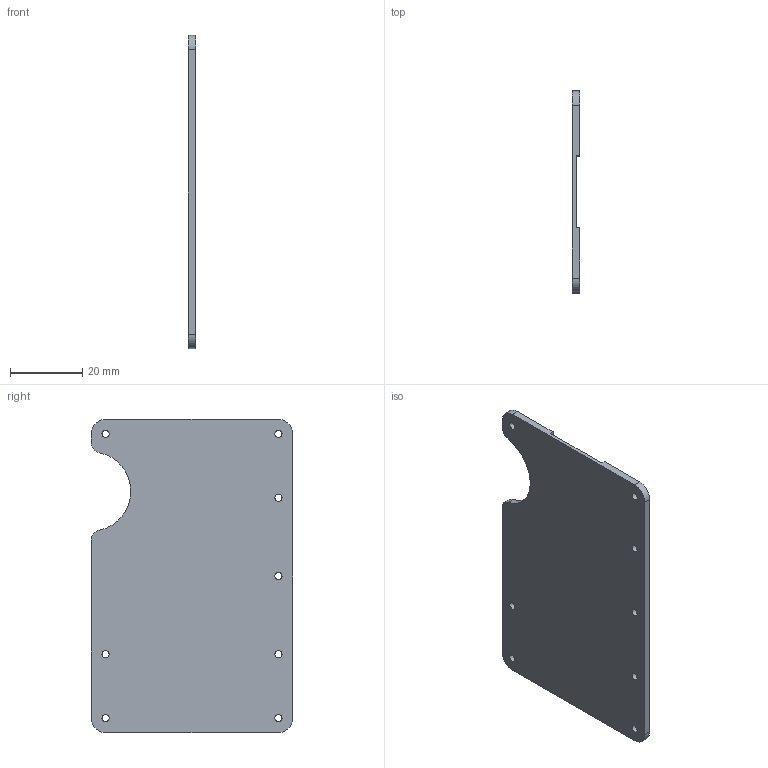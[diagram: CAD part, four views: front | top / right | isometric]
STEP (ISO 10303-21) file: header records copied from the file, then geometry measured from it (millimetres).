
FILE_DESCRIPTION(/* description */ (''),/* implementation_level */ '2;1');
FILE_NAME(/* name */ 'Komponente3.step',/* time_stamp */ '2022-11-16T18:35:58+01:00',/* author */ (''),/* organization */ (''),/* preprocessor_version */ 'ST-DEVELOPER v19.2',/* originating_system */ 'Autodesk Translation Framework v11.17.0.187',/* authorisation */ '');
FILE_SCHEMA (('AUTOMOTIVE_DESIGN { 1 0 10303 214 3 1 1 }'));
Length unit declared in the file: millimetre
Products named in the file (1): Fusion-Komponente
Bounding box: 2 x 56 x 87 mm (x, y, z)
Volume: 7131.7 mm3; surface area: 10090.7 mm2
Topology: 1 solids, 1 shells, 36 faces, 102 edges, 68 vertices
Faces by surface type: plane 21, cylinder 15
Full cylindrical faces by diameter (mm): 2 x8
Entity records: 1249 total; most frequent: DIRECTION 207, CARTESIAN_POINT 207, ORIENTED_EDGE 204, EDGE_CURVE 102, LINE 71, VECTOR 71, VERTEX_POINT 68, AXIS2_PLACEMENT_3D 68
